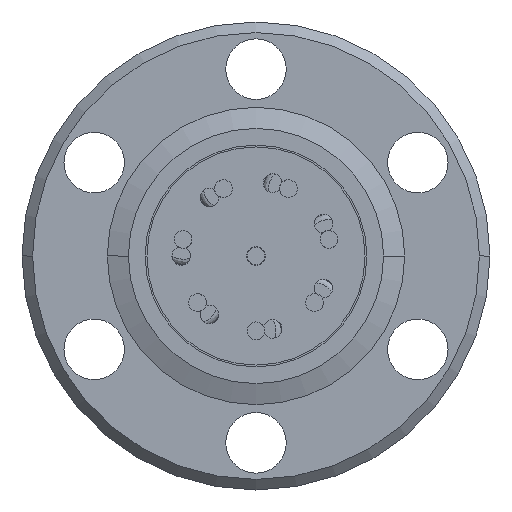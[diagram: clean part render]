
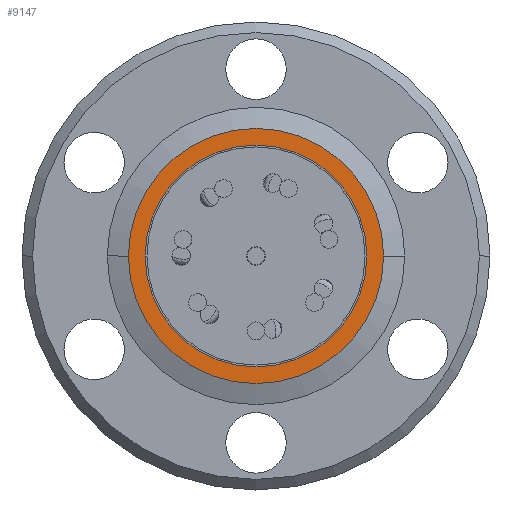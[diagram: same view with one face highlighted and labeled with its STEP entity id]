
A CAD part, front view. The second image highlights one B-rep face of the part: STEP entity #9147.
In plain terms, the highlighted planar face has unit normal (0, -1, 0).
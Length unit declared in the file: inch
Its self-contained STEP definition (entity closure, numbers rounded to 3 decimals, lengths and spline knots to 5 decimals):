
#64 = CARTESIAN_POINT ( 'NONE',  ( 0.3625, -0.448, 0. ) ) ;
#65 = CARTESIAN_POINT ( 'NONE',  ( -0.3625, -0.448, 0. ) ) ;
#411 = CARTESIAN_POINT ( 'NONE',  ( 0., -0.448, 0. ) ) ;
#414 = PLANE ( 'NONE',  #611 ) ;
#416 = DIRECTION ( 'NONE',  ( 0., 1., 0. ) ) ;
#417 = DIRECTION ( 'NONE',  ( -1., 0., 0. ) ) ;
#611 = AXIS2_PLACEMENT_3D ( 'NONE', #411, #416, #417 ) ;
#3019 = CARTESIAN_POINT ( 'NONE',  ( 0., -0.448, 0.315 ) ) ;
#3022 = CARTESIAN_POINT ( 'NONE',  ( 0., -0.448, -0.315 ) ) ;
#3541 = FACE_OUTER_BOUND ( 'NONE', #7509, .T. ) ;
#3549 = FACE_BOUND ( 'NONE', #7498, .T. ) ;
#4293 = CIRCLE ( 'NONE', #4890, 0.315 ) ;
#4300 = CIRCLE ( 'NONE', #4893, 0.3625 ) ;
#4327 = CIRCLE ( 'NONE', #5079, 0.3625 ) ;
#4350 = CIRCLE ( 'NONE', #4713, 0.315 ) ;
#4713 = AXIS2_PLACEMENT_3D ( 'NONE', #7520, #7518, #7517 ) ;
#4890 = AXIS2_PLACEMENT_3D ( 'NONE', #5723, #5722, #5721 ) ;
#4893 = AXIS2_PLACEMENT_3D ( 'NONE', #5735, #5734, #5731 ) ;
#5079 = AXIS2_PLACEMENT_3D ( 'NONE', #7451, #7449, #7447 ) ;
#5721 = DIRECTION ( 'NONE',  ( -1., 0., 0. ) ) ;
#5722 = DIRECTION ( 'NONE',  ( 0., 1., 0. ) ) ;
#5723 = CARTESIAN_POINT ( 'NONE',  ( 0., -0.448, 0. ) ) ;
#5731 = DIRECTION ( 'NONE',  ( 1., 0., 0. ) ) ;
#5734 = DIRECTION ( 'NONE',  ( 0., -1., 0. ) ) ;
#5735 = CARTESIAN_POINT ( 'NONE',  ( 0., -0.448, 0. ) ) ;
#6481 = EDGE_CURVE ( 'NONE', #7295, #7298, #4350, .T. ) ;
#6498 = EDGE_CURVE ( 'NONE', #9028, #9027, #4327, .T. ) ;
#6524 = EDGE_CURVE ( 'NONE', #9027, #9028, #4300, .T. ) ;
#6526 = EDGE_CURVE ( 'NONE', #7298, #7295, #4293, .T. ) ;
#7295 = VERTEX_POINT ( 'NONE', #3019 ) ;
#7298 = VERTEX_POINT ( 'NONE', #3022 ) ;
#7447 = DIRECTION ( 'NONE',  ( 1., 0., 0. ) ) ;
#7449 = DIRECTION ( 'NONE',  ( 0., -1., 0. ) ) ;
#7451 = CARTESIAN_POINT ( 'NONE',  ( 0., -0.448, 0. ) ) ;
#7498 = EDGE_LOOP ( 'NONE', ( #9324, #9325 ) ) ;
#7509 = EDGE_LOOP ( 'NONE', ( #9326, #9327 ) ) ;
#7517 = DIRECTION ( 'NONE',  ( -1., 0., 0. ) ) ;
#7518 = DIRECTION ( 'NONE',  ( 0., 1., 0. ) ) ;
#7520 = CARTESIAN_POINT ( 'NONE',  ( 0., -0.448, 0. ) ) ;
#9027 = VERTEX_POINT ( 'NONE', #64 ) ;
#9028 = VERTEX_POINT ( 'NONE', #65 ) ;
#9147 = ADVANCED_FACE ( 'NONE', ( #3549, #3541 ), #414, .F. ) ;
#9324 = ORIENTED_EDGE ( 'NONE', *, *, #6526, .T. ) ;
#9325 = ORIENTED_EDGE ( 'NONE', *, *, #6481, .T. ) ;
#9326 = ORIENTED_EDGE ( 'NONE', *, *, #6524, .T. ) ;
#9327 = ORIENTED_EDGE ( 'NONE', *, *, #6498, .T. ) ;
